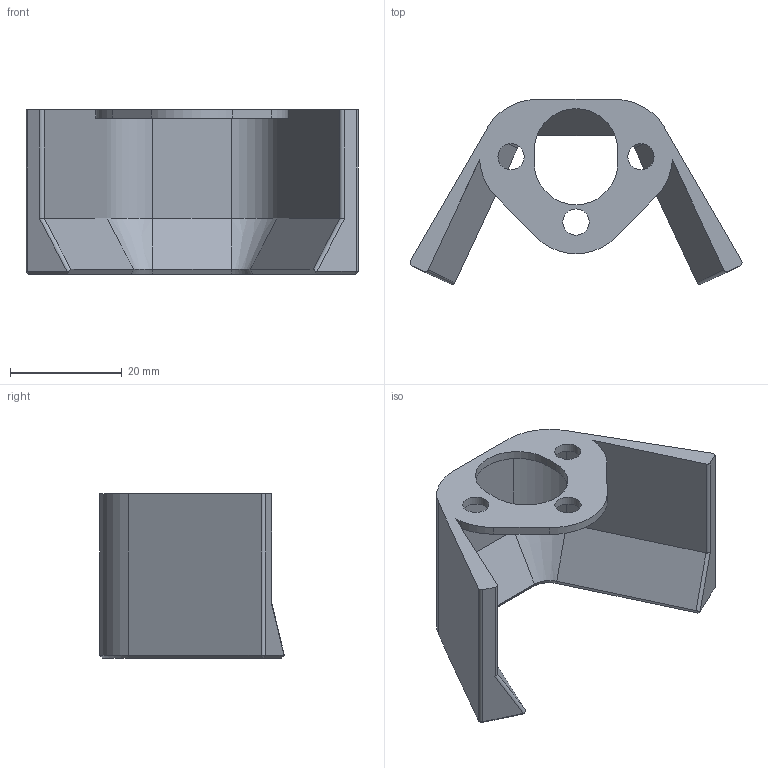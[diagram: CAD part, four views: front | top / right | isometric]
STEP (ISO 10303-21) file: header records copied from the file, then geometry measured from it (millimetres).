
FILE_DESCRIPTION(/* description */ (''),/* implementation_level */ '2;1');
FILE_NAME(/* name */ 'Cover_EqualPressure.stp',/* time_stamp */ '2022-12-04T10:32:04+01:00',/* author */ ('Timo Raab'),/* organization */ ('AG Schmidt-Mende Universität Konstanz'),/* preprocessor_version */ 'ST-DEVELOPER v19.2',/* originating_system */ 'Autodesk Inventor 2023',/* authorisation */ '');
FILE_SCHEMA (('AUTOMOTIVE_DESIGN { 1 0 10303 214 3 1 1 }'));
Length unit declared in the file: millimetre
Products named in the file (1): Cover_EqualPressure
Bounding box: 59.53 x 33.17 x 29.5 mm (x, y, z)
Volume: 8182.2 mm3; surface area: 7344.5 mm2
Topology: 1 solids, 1 shells, 54 faces, 136 edges, 84 vertices
Faces by surface type: plane 28, cylinder 18, cone 8
Full cylindrical faces by diameter (mm): 4.7 x3
Entity records: 1665 total; most frequent: DIRECTION 292, CARTESIAN_POINT 275, ORIENTED_EDGE 272, EDGE_CURVE 136, AXIS2_PLACEMENT_3D 101, LINE 90, VECTOR 90, VERTEX_POINT 84
